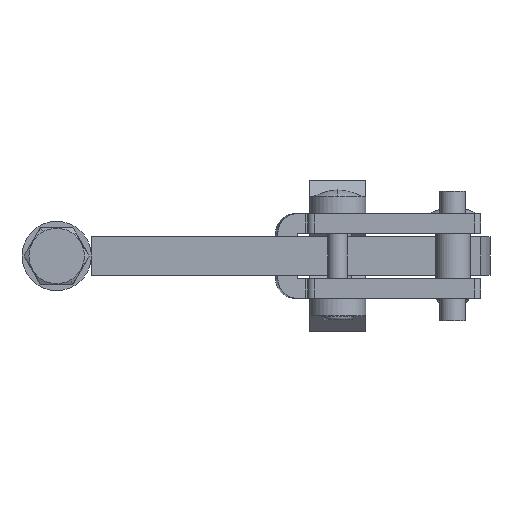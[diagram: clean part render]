
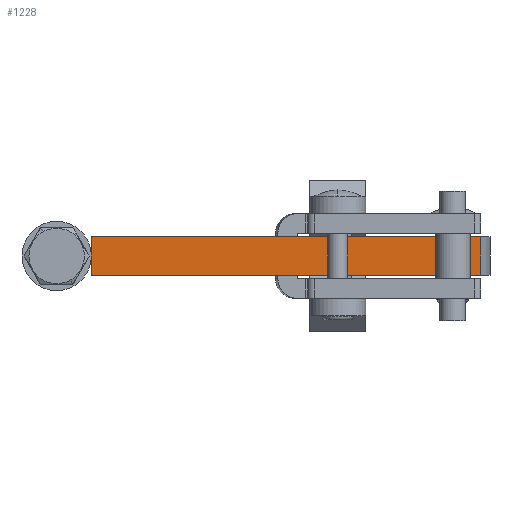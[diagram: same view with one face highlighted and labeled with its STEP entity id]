
A CAD part, front view. The second image highlights one B-rep face of the part: STEP entity #1228.
In plain terms, the highlighted planar face has unit normal (0, -1, 0).
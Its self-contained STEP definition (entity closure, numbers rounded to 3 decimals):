
#63 = CARTESIAN_POINT ( 'NONE',  ( -83.5, -7.998, -5.25 ) ) ;
#122 = VECTOR ( 'NONE', #5309, 1000. ) ;
#241 = CARTESIAN_POINT ( 'NONE',  ( -83.5, -7.998, -14.25 ) ) ;
#243 = VERTEX_POINT ( 'NONE', #2219 ) ;
#275 = VERTEX_POINT ( 'NONE', #241 ) ;
#483 = AXIS2_PLACEMENT_3D ( 'NONE', #5283, #6671, #2602 ) ;
#888 = EDGE_LOOP ( 'NONE', ( #6866, #3437, #5676, #5730 ) ) ;
#989 = LINE ( 'NONE', #5867, #2340 ) ;
#1093 = VERTEX_POINT ( 'NONE', #1482 ) ;
#1228 = ADVANCED_FACE ( 'NONE', ( #5637 ), #3493, .F. ) ;
#1422 = EDGE_CURVE ( 'NONE', #3104, #275, #1645, .T. ) ;
#1482 = CARTESIAN_POINT ( 'NONE',  ( 6.456, -8., -14.25 ) ) ;
#1645 = LINE ( 'NONE', #63, #122 ) ;
#1737 = DIRECTION ( 'NONE',  ( 0., 0., -1. ) ) ;
#2219 = CARTESIAN_POINT ( 'NONE',  ( 6.456, -8., -5.25 ) ) ;
#2340 = VECTOR ( 'NONE', #2406, 1000. ) ;
#2406 = DIRECTION ( 'NONE',  ( 1., 0., 0. ) ) ;
#2512 = VECTOR ( 'NONE', #6746, 1000. ) ;
#2602 = DIRECTION ( 'NONE',  ( 0., 0., 1. ) ) ;
#3104 = VERTEX_POINT ( 'NONE', #3908 ) ;
#3214 = EDGE_CURVE ( 'NONE', #243, #1093, #7524, .T. ) ;
#3247 = CARTESIAN_POINT ( 'NONE',  ( -83.5, -7.998, -5.25 ) ) ;
#3437 = ORIENTED_EDGE ( 'NONE', *, *, #3214, .F. ) ;
#3493 = PLANE ( 'NONE',  #483 ) ;
#3908 = CARTESIAN_POINT ( 'NONE',  ( -83.5, -7.998, -5.25 ) ) ;
#5283 = CARTESIAN_POINT ( 'NONE',  ( -83.5, -7.998, -5.25 ) ) ;
#5309 = DIRECTION ( 'NONE',  ( 0., 0., -1. ) ) ;
#5582 = LINE ( 'NONE', #3247, #2512 ) ;
#5637 = FACE_OUTER_BOUND ( 'NONE', #888, .T. ) ;
#5676 = ORIENTED_EDGE ( 'NONE', *, *, #7043, .F. ) ;
#5730 = ORIENTED_EDGE ( 'NONE', *, *, #1422, .T. ) ;
#5781 = CARTESIAN_POINT ( 'NONE',  ( 6.456, -8., -5.25 ) ) ;
#5867 = CARTESIAN_POINT ( 'NONE',  ( -83.5, -7.998, -14.25 ) ) ;
#5957 = VECTOR ( 'NONE', #1737, 1000. ) ;
#6212 = EDGE_CURVE ( 'NONE', #275, #1093, #989, .T. ) ;
#6671 = DIRECTION ( 'NONE',  ( 0., 1., 0. ) ) ;
#6746 = DIRECTION ( 'NONE',  ( 1., 0., 0. ) ) ;
#6866 = ORIENTED_EDGE ( 'NONE', *, *, #6212, .T. ) ;
#7043 = EDGE_CURVE ( 'NONE', #3104, #243, #5582, .T. ) ;
#7524 = LINE ( 'NONE', #5781, #5957 ) ;
